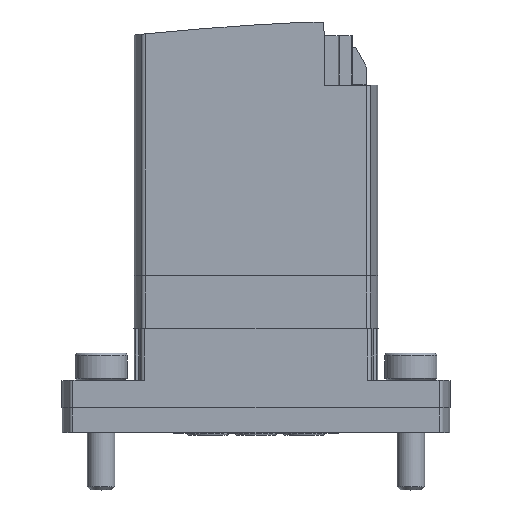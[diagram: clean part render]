
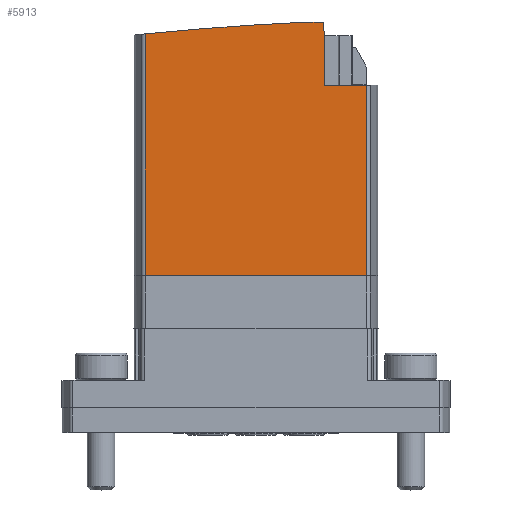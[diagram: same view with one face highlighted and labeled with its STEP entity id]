
A CAD part, top view. The second image highlights one B-rep face of the part: STEP entity #5913.
In plain terms, the highlighted planar face has unit normal (0, 0, 1).
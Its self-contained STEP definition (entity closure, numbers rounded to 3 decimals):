
#282=LINE('',#8321,#651);
#293=LINE('',#8341,#662);
#300=LINE('',#8363,#669);
#301=LINE('',#8365,#670);
#302=LINE('',#8369,#671);
#303=LINE('',#8371,#672);
#304=LINE('',#8373,#673);
#651=VECTOR('',#6893,1000.);
#662=VECTOR('',#6906,1000.);
#669=VECTOR('',#6925,1000.);
#670=VECTOR('',#6926,1000.);
#671=VECTOR('',#6929,1000.);
#672=VECTOR('',#6930,1000.);
#673=VECTOR('',#6931,1000.);
#1125=ORIENTED_EDGE('',*,*,#2406,.F.);
#1126=ORIENTED_EDGE('',*,*,#2407,.F.);
#1127=ORIENTED_EDGE('',*,*,#2408,.T.);
#1128=ORIENTED_EDGE('',*,*,#2409,.T.);
#1129=ORIENTED_EDGE('',*,*,#2410,.T.);
#1130=ORIENTED_EDGE('',*,*,#2411,.F.);
#1131=ORIENTED_EDGE('',*,*,#2395,.F.);
#1132=ORIENTED_EDGE('',*,*,#2384,.F.);
#2384=EDGE_CURVE('',#3019,#3016,#282,.T.);
#2395=EDGE_CURVE('',#3016,#3028,#293,.T.);
#2406=EDGE_CURVE('',#3037,#3019,#300,.T.);
#2407=EDGE_CURVE('',#3038,#3037,#301,.T.);
#2408=EDGE_CURVE('',#3038,#3039,#3407,.F.);
#2409=EDGE_CURVE('',#3039,#3040,#302,.T.);
#2410=EDGE_CURVE('',#3040,#3041,#303,.T.);
#2411=EDGE_CURVE('',#3028,#3041,#304,.T.);
#3016=VERTEX_POINT('',#8315);
#3019=VERTEX_POINT('',#8320);
#3028=VERTEX_POINT('',#8342);
#3037=VERTEX_POINT('',#8364);
#3038=VERTEX_POINT('',#8366);
#3039=VERTEX_POINT('',#8368);
#3040=VERTEX_POINT('',#8370);
#3041=VERTEX_POINT('',#8372);
#3407=CIRCLE('',#6242,220.036);
#3609=EDGE_LOOP('',(#1125,#1126,#1127,#1128,#1129,#1130,#1131,#1132));
#3926=FACE_BOUND('',#3609,.T.);
#4231=PLANE('',#6241);
#5913=ADVANCED_FACE('',(#3926),#4231,.F.);
#6241=AXIS2_PLACEMENT_3D('',#8362,#6923,#6924);
#6242=AXIS2_PLACEMENT_3D('',#8367,#6927,#6928);
#6893=DIRECTION('',(0.,-1.,0.));
#6906=DIRECTION('',(1.,0.,0.));
#6923=DIRECTION('',(0.,0.,-1.));
#6924=DIRECTION('',(-1.,0.,0.));
#6925=DIRECTION('',(0.092,-0.996,0.));
#6926=DIRECTION('',(1.,0.,0.));
#6927=DIRECTION('',(0.,0.,-1.));
#6928=DIRECTION('',(-1.,0.,0.));
#6929=DIRECTION('',(0.,-1.,0.));
#6930=DIRECTION('',(1.,0.,0.));
#6931=DIRECTION('',(0.,-1.,0.));
#8315=CARTESIAN_POINT('',(5.,25.39,3.45));
#8320=CARTESIAN_POINT('',(5.,29.002,3.45));
#8321=CARTESIAN_POINT('',(5.,30.,3.45));
#8341=CARTESIAN_POINT('',(-8.094,25.39,3.45));
#8342=CARTESIAN_POINT('',(8.094,25.39,3.45));
#8362=CARTESIAN_POINT('',(-8.094,30.,3.45));
#8363=CARTESIAN_POINT('',(4.799,31.186,3.45));
#8364=CARTESIAN_POINT('',(4.908,30.,3.45));
#8365=CARTESIAN_POINT('',(-8.094,30.,3.45));
#8366=CARTESIAN_POINT('',(3.869,30.,3.45));
#8367=CARTESIAN_POINT('',(13.796,-189.812,3.45));
#8368=CARTESIAN_POINT('',(-8.094,29.133,3.45));
#8369=CARTESIAN_POINT('',(-8.094,30.,3.45));
#8370=CARTESIAN_POINT('',(-8.094,11.5,3.45));
#8371=CARTESIAN_POINT('',(-8.094,11.5,3.45));
#8372=CARTESIAN_POINT('',(8.094,11.5,3.45));
#8373=CARTESIAN_POINT('',(8.094,30.,3.45));
